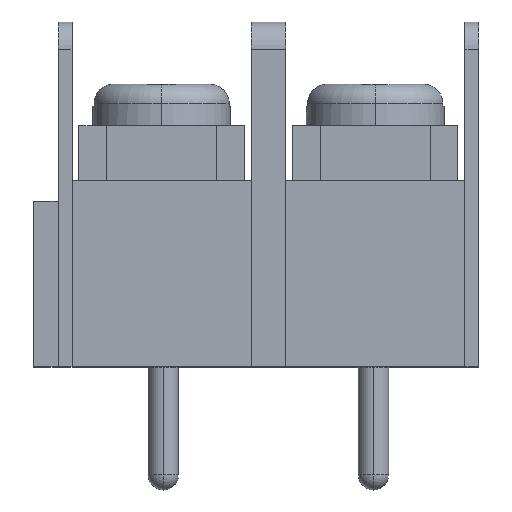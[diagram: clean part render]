
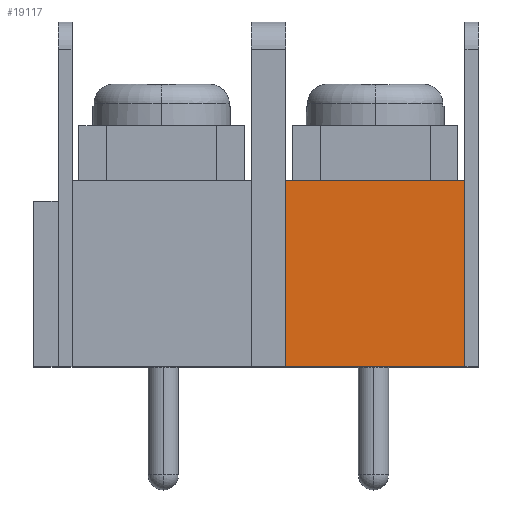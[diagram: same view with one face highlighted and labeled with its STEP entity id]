
A CAD part, top view. The second image highlights one B-rep face of the part: STEP entity #19117.
In plain terms, the highlighted planar face has unit normal (0, 0, 1).
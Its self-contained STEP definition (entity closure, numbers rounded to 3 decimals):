
#309 = CARTESIAN_POINT ( 'NONE',  ( 0.625, 0., 0. ) ) ;
#1361 = LINE ( 'NONE', #309, #10903 ) ;
#3024 = CARTESIAN_POINT ( 'NONE',  ( 7.62, 6.75, 0. ) ) ;
#3119 = EDGE_CURVE ( 'NONE', #18674, #12678, #1361, .T. ) ;
#3568 = CARTESIAN_POINT ( 'NONE',  ( 7.62, 0., 0. ) ) ;
#4084 = ORIENTED_EDGE ( 'NONE', *, *, #10958, .T. ) ;
#4672 = LINE ( 'NONE', #7392, #13635 ) ;
#6113 = FACE_OUTER_BOUND ( 'NONE', #22029, .T. ) ;
#6311 = VECTOR ( 'NONE', #21888, 1000. ) ;
#7167 = DIRECTION ( 'NONE',  ( -1., 0., 0. ) ) ;
#7392 = CARTESIAN_POINT ( 'NONE',  ( 7.12, 0., 0. ) ) ;
#9186 = DIRECTION ( 'NONE',  ( 0., 1., 0. ) ) ;
#9817 = VERTEX_POINT ( 'NONE', #16072 ) ;
#10903 = VECTOR ( 'NONE', #12846, 1000. ) ;
#10958 = EDGE_CURVE ( 'NONE', #9817, #11593, #4672, .T. ) ;
#11188 = CARTESIAN_POINT ( 'NONE',  ( 7.12, 6.75, 0. ) ) ;
#11365 = CARTESIAN_POINT ( 'NONE',  ( 0.625, 6.75, 0. ) ) ;
#11510 = ORIENTED_EDGE ( 'NONE', *, *, #3119, .F. ) ;
#11593 = VERTEX_POINT ( 'NONE', #11188 ) ;
#11917 = VECTOR ( 'NONE', #15630, 1000. ) ;
#12678 = VERTEX_POINT ( 'NONE', #11365 ) ;
#12846 = DIRECTION ( 'NONE',  ( 0., 1., 0. ) ) ;
#12911 = CARTESIAN_POINT ( 'NONE',  ( 7.62, 0., 0. ) ) ;
#13168 = EDGE_CURVE ( 'NONE', #9817, #18674, #20584, .T. ) ;
#13499 = EDGE_CURVE ( 'NONE', #11593, #12678, #21426, .T. ) ;
#13635 = VECTOR ( 'NONE', #9186, 1000. ) ;
#15630 = DIRECTION ( 'NONE',  ( -1., 0., 0. ) ) ;
#15991 = PLANE ( 'NONE',  #19847 ) ;
#16072 = CARTESIAN_POINT ( 'NONE',  ( 7.12, 0., 0. ) ) ;
#17880 = DIRECTION ( 'NONE',  ( 0., 0., -1. ) ) ;
#18674 = VERTEX_POINT ( 'NONE', #19353 ) ;
#19117 = ADVANCED_FACE ( 'NONE', ( #6113 ), #15991, .F. ) ;
#19353 = CARTESIAN_POINT ( 'NONE',  ( 0.625, 0., 0. ) ) ;
#19707 = ORIENTED_EDGE ( 'NONE', *, *, #13499, .T. ) ;
#19847 = AXIS2_PLACEMENT_3D ( 'NONE', #3568, #17880, #7167 ) ;
#20584 = LINE ( 'NONE', #12911, #6311 ) ;
#21052 = ORIENTED_EDGE ( 'NONE', *, *, #13168, .F. ) ;
#21426 = LINE ( 'NONE', #3024, #11917 ) ;
#21888 = DIRECTION ( 'NONE',  ( -1., 0., 0. ) ) ;
#22029 = EDGE_LOOP ( 'NONE', ( #21052, #4084, #19707, #11510 ) ) ;
